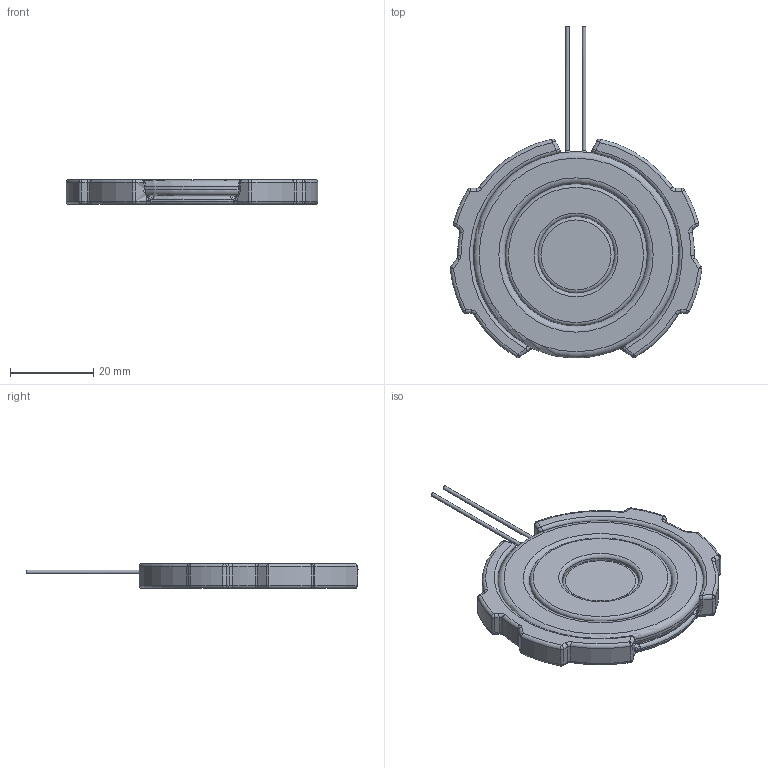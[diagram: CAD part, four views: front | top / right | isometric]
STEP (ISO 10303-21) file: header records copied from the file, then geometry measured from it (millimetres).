
FILE_DESCRIPTION(/* description */ (''),/* implementation_level */ '2;1');
FILE_NAME(/* name */ '',/* time_stamp */ '2025-05-24T09:04:32+03:00',/* author */ (''),/* organization */ (''),/* preprocessor_version */ 'ST-DEVELOPER v20.1',/* originating_system */ 'Autodesk Translation Framework v14.10.0.0',/* authorisation */ '');
FILE_SCHEMA (('AUTOMOTIVE_DESIGN { 1 0 10303 214 3 1 1 }'));
Length unit declared in the file: millimetre
Products named in the file (1): Безпроводная 
зарядка 50 ММ
Bounding box: 60.47 x 79.75 x 6 mm (x, y, z)
Volume: 14319.7 mm3; surface area: 9936.9 mm2
Topology: 3 solids, 3 shells, 221 faces, 489 edges, 269 vertices
Faces by surface type: cylinder 74, torus 58, bspline 38, sphere 28, plane 23
Full cylindrical faces by diameter (mm): 0.9 x2, 18.439 x2, 34.059 x2
Entity records: 9445 total; most frequent: CARTESIAN_POINT 4589, DIRECTION 1088, ORIENTED_EDGE 970, AXIS2_PLACEMENT_3D 489, EDGE_CURVE 485, CIRCLE 305, VERTEX_POINT 271, EDGE_LOOP 226
